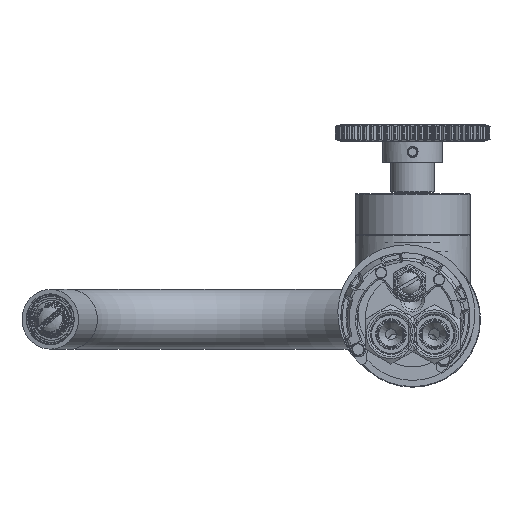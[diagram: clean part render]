
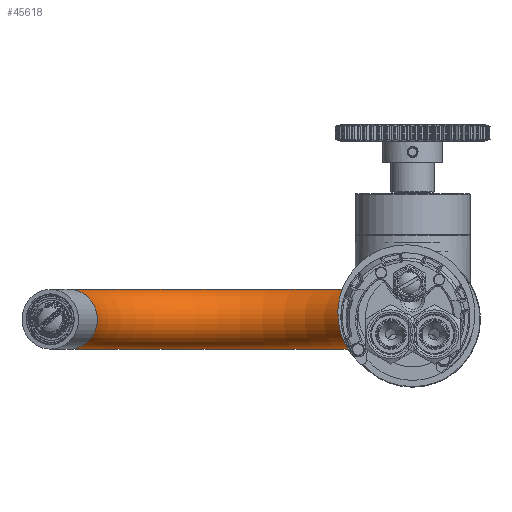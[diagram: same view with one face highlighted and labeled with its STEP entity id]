
A CAD part, front view. The second image highlights one B-rep face of the part: STEP entity #45618.
In plain terms, the highlighted toroidal (fillet/blend) face has major radius 65 mm and minor radius 11 mm.
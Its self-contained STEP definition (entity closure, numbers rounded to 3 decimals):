
#2998=TOROIDAL_SURFACE('',#69848,65.,11.);
#10664=ORIENTED_EDGE('',*,*,#23405,.F.);
#10665=ORIENTED_EDGE('',*,*,#23401,.T.);
#23401=EDGE_CURVE('',#29906,#29906,#34128,.F.);
#23405=EDGE_CURVE('',#29910,#29910,#34131,.F.);
#29906=VERTEX_POINT('',#91519);
#29910=VERTEX_POINT('',#91539);
#34128=CIRCLE('',#69844,11.);
#34131=CIRCLE('',#69849,11.);
#37313=EDGE_LOOP('',(#10664));
#37314=EDGE_LOOP('',(#10665));
#41406=FACE_BOUND('',#37313,.T.);
#41407=FACE_BOUND('',#37314,.T.);
#45618=ADVANCED_FACE('',(#41406,#41407),#2998,.T.);
#69844=AXIS2_PLACEMENT_3D('',#91518,#76511,#76512);
#69848=AXIS2_PLACEMENT_3D('',#91537,#76519,#76520);
#69849=AXIS2_PLACEMENT_3D('',#91538,#76521,#76522);
#76511=DIRECTION('',(0.,-1.,0.));
#76512=DIRECTION('',(1.,0.,0.));
#76519=DIRECTION('',(1.,0.,0.));
#76520=DIRECTION('',(0.,0.,-1.));
#76521=DIRECTION('',(0.,0.946,-0.326));
#76522=DIRECTION('',(0.,0.326,0.946));
#91518=CARTESIAN_POINT('',(0.,289.1,-5.25));
#91519=CARTESIAN_POINT('',(11.,289.1,-5.25));
#91537=CARTESIAN_POINT('',(0.,289.1,59.75));
#91538=CARTESIAN_POINT('',(0.,310.262,121.209));
#91539=CARTESIAN_POINT('',(0.,313.843,131.609));
